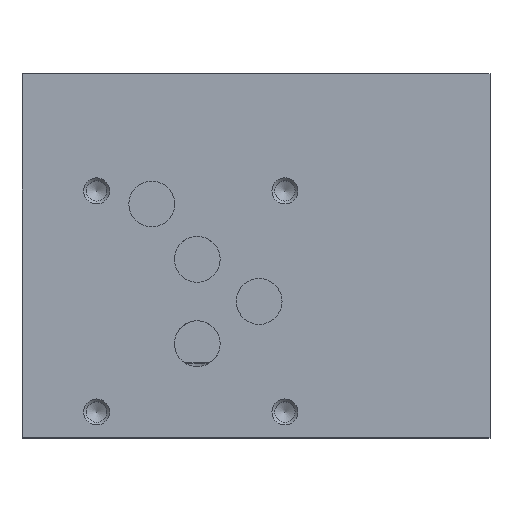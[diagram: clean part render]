
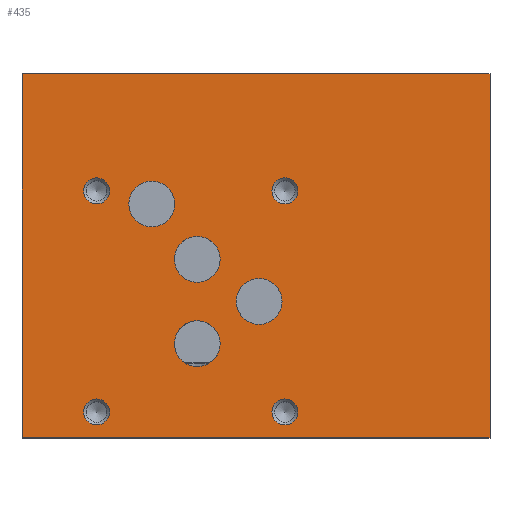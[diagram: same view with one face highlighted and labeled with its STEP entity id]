
A CAD part, top view. The second image highlights one B-rep face of the part: STEP entity #435.
In plain terms, the highlighted planar face has unit normal (0, 0, 1).
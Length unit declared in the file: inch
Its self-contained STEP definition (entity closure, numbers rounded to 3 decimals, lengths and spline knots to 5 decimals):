
#435 = ADVANCED_FACE( '', ( #1061, #1062, #1063, #1064, #1065, #1066, #1067, #1068, #1069 ), #1070, .F. );
#1061 = FACE_BOUND( '', #1944, .T. );
#1062 = FACE_BOUND( '', #1945, .T. );
#1063 = FACE_BOUND( '', #1946, .T. );
#1064 = FACE_BOUND( '', #1947, .T. );
#1065 = FACE_BOUND( '', #1948, .T. );
#1066 = FACE_BOUND( '', #1949, .T. );
#1067 = FACE_BOUND( '', #1950, .T. );
#1068 = FACE_BOUND( '', #1951, .T. );
#1069 = FACE_OUTER_BOUND( '', #1952, .T. );
#1070 = PLANE( '', #1953 );
#1944 = EDGE_LOOP( '', ( #3157 ) );
#1945 = EDGE_LOOP( '', ( #3158 ) );
#1946 = EDGE_LOOP( '', ( #3159 ) );
#1947 = EDGE_LOOP( '', ( #3160 ) );
#1948 = EDGE_LOOP( '', ( #3161 ) );
#1949 = EDGE_LOOP( '', ( #3162 ) );
#1950 = EDGE_LOOP( '', ( #3163 ) );
#1951 = EDGE_LOOP( '', ( #3164 ) );
#1952 = EDGE_LOOP( '', ( #3165, #3166, #3167, #3168 ) );
#1953 = AXIS2_PLACEMENT_3D( '', #3169, #3170, #3171 );
#3157 = ORIENTED_EDGE( '', *, *, #5044, .F. );
#3158 = ORIENTED_EDGE( '', *, *, #5045, .F. );
#3159 = ORIENTED_EDGE( '', *, *, #5046, .F. );
#3160 = ORIENTED_EDGE( '', *, *, #5047, .F. );
#3161 = ORIENTED_EDGE( '', *, *, #5048, .F. );
#3162 = ORIENTED_EDGE( '', *, *, #5049, .F. );
#3163 = ORIENTED_EDGE( '', *, *, #4991, .F. );
#3164 = ORIENTED_EDGE( '', *, *, #5050, .F. );
#3165 = ORIENTED_EDGE( '', *, *, #5051, .T. );
#3166 = ORIENTED_EDGE( '', *, *, #5052, .F. );
#3167 = ORIENTED_EDGE( '', *, *, #5053, .F. );
#3168 = ORIENTED_EDGE( '', *, *, #5054, .T. );
#3169 = CARTESIAN_POINT( '', ( 4.5, 3.5, 3.5 ) );
#3170 = DIRECTION( '', ( 0., 0., -1. ) );
#3171 = DIRECTION( '', ( -1., 0., 0. ) );
#4991 = EDGE_CURVE( '', #6000, #6000, #6001, .T. );
#5044 = EDGE_CURVE( '', #6084, #6084, #6085, .T. );
#5045 = EDGE_CURVE( '', #6086, #6086, #6087, .T. );
#5046 = EDGE_CURVE( '', #6088, #6088, #6089, .T. );
#5047 = EDGE_CURVE( '', #6090, #6090, #6091, .T. );
#5048 = EDGE_CURVE( '', #6092, #6092, #6093, .T. );
#5049 = EDGE_CURVE( '', #6094, #6094, #6095, .T. );
#5050 = EDGE_CURVE( '', #6096, #6096, #6097, .T. );
#5051 = EDGE_CURVE( '', #6098, #6099, #6100, .T. );
#5052 = EDGE_CURVE( '', #6101, #6099, #6102, .T. );
#5053 = EDGE_CURVE( '', #6103, #6101, #6104, .T. );
#5054 = EDGE_CURVE( '', #6103, #6098, #6105, .T. );
#6000 = VERTEX_POINT( '', #7362 );
#6001 = CIRCLE( '', #7363, 0.2205 );
#6084 = VERTEX_POINT( '', #7467 );
#6085 = CIRCLE( '', #7468, 0.125 );
#6086 = VERTEX_POINT( '', #7469 );
#6087 = CIRCLE( '', #7470, 0.125 );
#6088 = VERTEX_POINT( '', #7471 );
#6089 = CIRCLE( '', #7472, 0.125 );
#6090 = VERTEX_POINT( '', #7473 );
#6091 = CIRCLE( '', #7474, 0.125 );
#6092 = VERTEX_POINT( '', #7475 );
#6093 = CIRCLE( '', #7476, 0.2205 );
#6094 = VERTEX_POINT( '', #7477 );
#6095 = CIRCLE( '', #7478, 0.2205 );
#6096 = VERTEX_POINT( '', #7479 );
#6097 = CIRCLE( '', #7480, 0.2205 );
#6098 = VERTEX_POINT( '', #7481 );
#6099 = VERTEX_POINT( '', #7482 );
#6100 = LINE( '', #7483, #7484 );
#6101 = VERTEX_POINT( '', #7485 );
#6102 = LINE( '', #7486, #7487 );
#6103 = VERTEX_POINT( '', #7488 );
#6104 = LINE( '', #7489, #7490 );
#6105 = LINE( '', #7491, #7492 );
#7362 = CARTESIAN_POINT( '', ( 1.4685, 2.247, 3.5 ) );
#7363 = AXIS2_PLACEMENT_3D( '', #8679, #8680, #8681 );
#7467 = CARTESIAN_POINT( '', ( 0.842, 2.373, 3.5 ) );
#7468 = AXIS2_PLACEMENT_3D( '', #8748, #8749, #8750 );
#7469 = CARTESIAN_POINT( '', ( 0.842, 0.247, 3.5 ) );
#7470 = AXIS2_PLACEMENT_3D( '', #8751, #8752, #8753 );
#7471 = CARTESIAN_POINT( '', ( 2.653, 0.247, 3.5 ) );
#7472 = AXIS2_PLACEMENT_3D( '', #8754, #8755, #8756 );
#7473 = CARTESIAN_POINT( '', ( 2.653, 2.373, 3.5 ) );
#7474 = AXIS2_PLACEMENT_3D( '', #8757, #8758, #8759 );
#7475 = CARTESIAN_POINT( '', ( 1.9055, 0.904, 3.5 ) );
#7476 = AXIS2_PLACEMENT_3D( '', #8760, #8761, #8762 );
#7477 = CARTESIAN_POINT( '', ( 1.9055, 1.715, 3.5 ) );
#7478 = AXIS2_PLACEMENT_3D( '', #8763, #8764, #8765 );
#7479 = CARTESIAN_POINT( '', ( 2.5005, 1.31, 3.5 ) );
#7480 = AXIS2_PLACEMENT_3D( '', #8766, #8767, #8768 );
#7481 = CARTESIAN_POINT( '', ( 0., 3.5, 3.5 ) );
#7482 = CARTESIAN_POINT( '', ( 0., 0., 3.5 ) );
#7483 = CARTESIAN_POINT( '', ( 0., 3.5, 3.5 ) );
#7484 = VECTOR( '', #8769, 39.37008 );
#7485 = CARTESIAN_POINT( '', ( 4.5, 0., 3.5 ) );
#7486 = CARTESIAN_POINT( '', ( 4.5, 0., 3.5 ) );
#7487 = VECTOR( '', #8770, 39.37008 );
#7488 = CARTESIAN_POINT( '', ( 4.5, 3.5, 3.5 ) );
#7489 = CARTESIAN_POINT( '', ( 4.5, 3.5, 3.5 ) );
#7490 = VECTOR( '', #8771, 39.37008 );
#7491 = CARTESIAN_POINT( '', ( 4.5, 3.5, 3.5 ) );
#7492 = VECTOR( '', #8772, 39.37008 );
#8679 = CARTESIAN_POINT( '', ( 1.248, 2.247, 3.5 ) );
#8680 = DIRECTION( '', ( 0., 0., 1. ) );
#8681 = DIRECTION( '', ( 1., 0., 0. ) );
#8748 = CARTESIAN_POINT( '', ( 0.717, 2.373, 3.5 ) );
#8749 = DIRECTION( '', ( 0., 0., 1. ) );
#8750 = DIRECTION( '', ( 1., 0., 0. ) );
#8751 = CARTESIAN_POINT( '', ( 0.717, 0.247, 3.5 ) );
#8752 = DIRECTION( '', ( 0., 0., 1. ) );
#8753 = DIRECTION( '', ( 1., 0., 0. ) );
#8754 = CARTESIAN_POINT( '', ( 2.528, 0.247, 3.5 ) );
#8755 = DIRECTION( '', ( 0., 0., 1. ) );
#8756 = DIRECTION( '', ( 1., 0., 0. ) );
#8757 = CARTESIAN_POINT( '', ( 2.528, 2.373, 3.5 ) );
#8758 = DIRECTION( '', ( 0., 0., 1. ) );
#8759 = DIRECTION( '', ( 1., 0., 0. ) );
#8760 = CARTESIAN_POINT( '', ( 1.685, 0.904, 3.5 ) );
#8761 = DIRECTION( '', ( 0., 0., 1. ) );
#8762 = DIRECTION( '', ( 1., 0., 0. ) );
#8763 = CARTESIAN_POINT( '', ( 1.685, 1.715, 3.5 ) );
#8764 = DIRECTION( '', ( 0., 0., 1. ) );
#8765 = DIRECTION( '', ( 1., 0., 0. ) );
#8766 = CARTESIAN_POINT( '', ( 2.28, 1.31, 3.5 ) );
#8767 = DIRECTION( '', ( 0., 0., 1. ) );
#8768 = DIRECTION( '', ( 1., 0., 0. ) );
#8769 = DIRECTION( '', ( 0., -1., 0. ) );
#8770 = DIRECTION( '', ( -1., 0., 0. ) );
#8771 = DIRECTION( '', ( 0., -1., 0. ) );
#8772 = DIRECTION( '', ( -1., 0., 0. ) );
